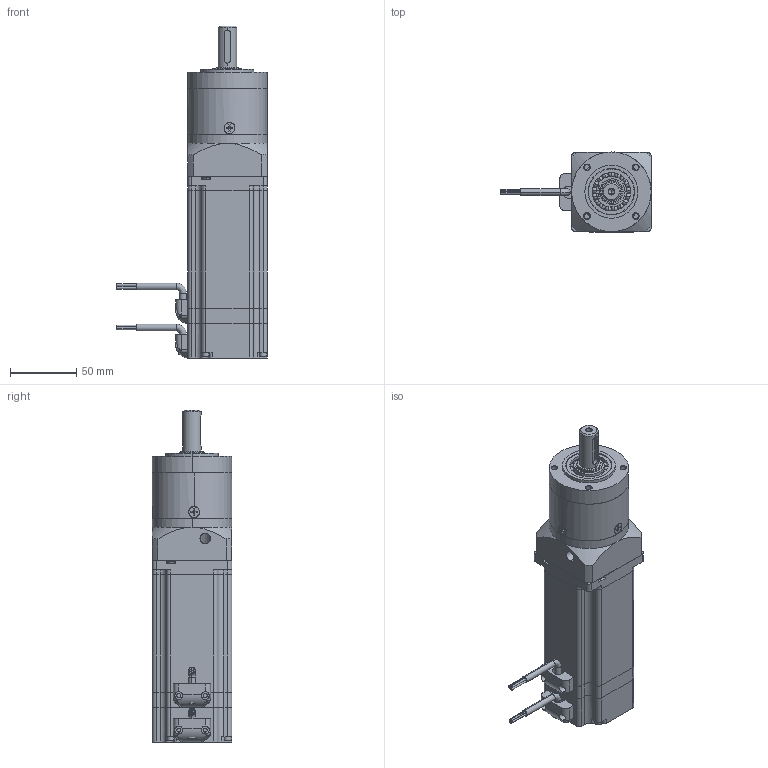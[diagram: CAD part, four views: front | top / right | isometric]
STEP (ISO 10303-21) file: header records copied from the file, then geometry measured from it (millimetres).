
FILE_DESCRIPTION (( 'STEP AP214' ), '1' );
FILE_NAME ('60BL-AG-Y（圆端盖）.STEP', '2022-03-10T11:07:53', ( '' ), ( '' ), 'SwSTEP 2.0', 'SolidWorks 2020', '' );
FILE_SCHEMA (( 'AUTOMOTIVE_DESIGN' ));
Length unit declared in the file: millimetre
Products named in the file (20): hexagon socket head cap screws gb_GB_FASTENER_SCREWS_HSHCS M3X8-N; FL儂旯; cross recessed ctsk wood screws gb_GB_WOOD_SCREWS_TYPE135 4X12-S; deep groove ball bearings gb_Rolling bearings 16003 GB 276-94; FLヶ傷裔; M3蹟隊; 60隅赽36.5; FL綴傷裔; 60ヶ傷裔; 60綴傷裔; FL堤粣; 揤盄裔; FLF60-020; 揤盄裔5; 60BL; 60BL-AG-Y（圆端盖）; 堤粣14瑩羞; 薊粣ん; 綴傷裔; circlips for shaft--type a large gb_GB_CONNECTING_PIECE_RING_RRA 17
Assembly tree (28 placements, depth 3):
  60BL-AG-Y（圆端盖）
    FLF60-020
      FLヶ傷裔
      薊粣ん
      FL綴傷裔
      FL堤粣
      FL儂旯
      deep groove ball bearings gb_Rolling bearings 16003 GB 276-94
      circlips for shaft--type a large gb_GB_CONNECTING_PIECE_RING_RRA 17
      cross recessed ctsk wood screws gb_GB_WOOD_SCREWS_TYPE135 4X12-S  x4
    60BL
      60隅赽36.5
      60綴傷裔
      堤粣14瑩羞
      60ヶ傷裔
      M3蹟隊  x4
      揤盄裔
      綴傷裔
      hexagon socket head cap screws gb_GB_FASTENER_SCREWS_HSHCS M3X8-N  x4
      揤盄裔5
Bounding box: 113.57 x 60.14 x 250.5 mm (x, y, z)
Volume: 600775.9 mm3; surface area: 127981.6 mm2
Topology: 26 solids, 26 shells, 1487 faces, 4004 edges, 2501 vertices
Faces by surface type: cylinder 541, cone 413, plane 335, torus 132, sphere 54, bspline 12
Entity records: 32954 total; most frequent: CARTESIAN_POINT 8080, DIRECTION 5065, ORIENTED_EDGE 4798, EDGE_CURVE 2399, AXIS2_PLACEMENT_3D 2072, VERTEX_POINT 1530, CIRCLE 1152, EDGE_LOOP 1015
